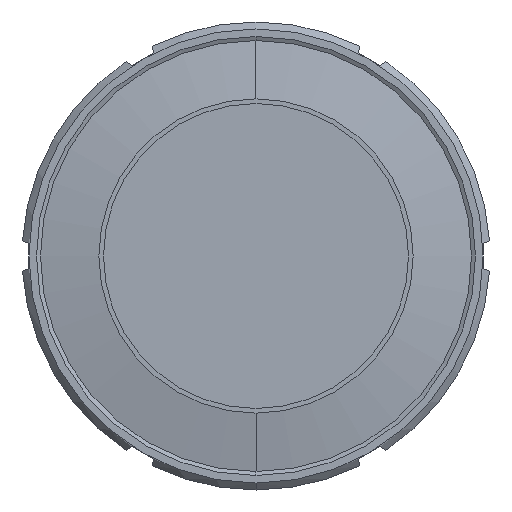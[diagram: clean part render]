
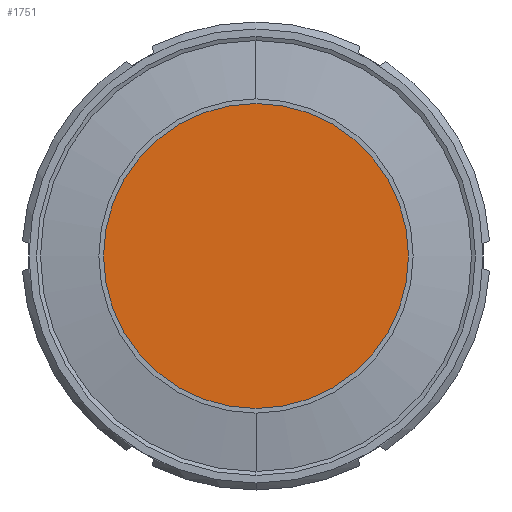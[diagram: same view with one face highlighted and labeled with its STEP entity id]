
A CAD part, left-side view. The second image highlights one B-rep face of the part: STEP entity #1751.
In plain terms, the highlighted planar face has unit normal (-1, 0, 0).
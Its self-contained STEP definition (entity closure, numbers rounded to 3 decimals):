
#104 = ORIENTED_EDGE ( 'NONE', *, *, #562, .F. ) ;
#323 = DIRECTION ( 'NONE',  ( -1., 0., 0. ) ) ;
#344 = CIRCLE ( 'NONE', #2442, 44. ) ;
#402 = VERTEX_POINT ( 'NONE', #1020 ) ;
#475 = DIRECTION ( 'NONE',  ( 1., 0., 0. ) ) ;
#509 = DIRECTION ( 'NONE',  ( 0., 0., 1. ) ) ;
#562 = EDGE_CURVE ( 'NONE', #2432, #402, #344, .T. ) ;
#613 = AXIS2_PLACEMENT_3D ( 'NONE', #2368, #323, #509 ) ;
#702 = DIRECTION ( 'NONE',  ( 0., 0., -1. ) ) ;
#711 = ORIENTED_EDGE ( 'NONE', *, *, #1223, .F. ) ;
#882 = CIRCLE ( 'NONE', #2274, 44. ) ;
#1020 = CARTESIAN_POINT ( 'NONE',  ( -3.272, 0., 44. ) ) ;
#1223 = EDGE_CURVE ( 'NONE', #402, #2432, #882, .T. ) ;
#1388 = CARTESIAN_POINT ( 'NONE',  ( -3.272, 0., 0. ) ) ;
#1426 = CARTESIAN_POINT ( 'NONE',  ( -3.272, 0., -44. ) ) ;
#1471 = FACE_OUTER_BOUND ( 'NONE', #2165, .T. ) ;
#1641 = DIRECTION ( 'NONE',  ( 1., 0., 0. ) ) ;
#1751 = ADVANCED_FACE ( 'NONE', ( #1471 ), #2422, .T. ) ;
#1831 = CARTESIAN_POINT ( 'NONE',  ( -3.272, 0., 0. ) ) ;
#1956 = DIRECTION ( 'NONE',  ( 0., 0., -1. ) ) ;
#2165 = EDGE_LOOP ( 'NONE', ( #104, #711 ) ) ;
#2274 = AXIS2_PLACEMENT_3D ( 'NONE', #1388, #475, #1956 ) ;
#2368 = CARTESIAN_POINT ( 'NONE',  ( -3.272, 0., 0. ) ) ;
#2422 = PLANE ( 'NONE',  #613 ) ;
#2432 = VERTEX_POINT ( 'NONE', #1426 ) ;
#2442 = AXIS2_PLACEMENT_3D ( 'NONE', #1831, #1641, #702 ) ;
